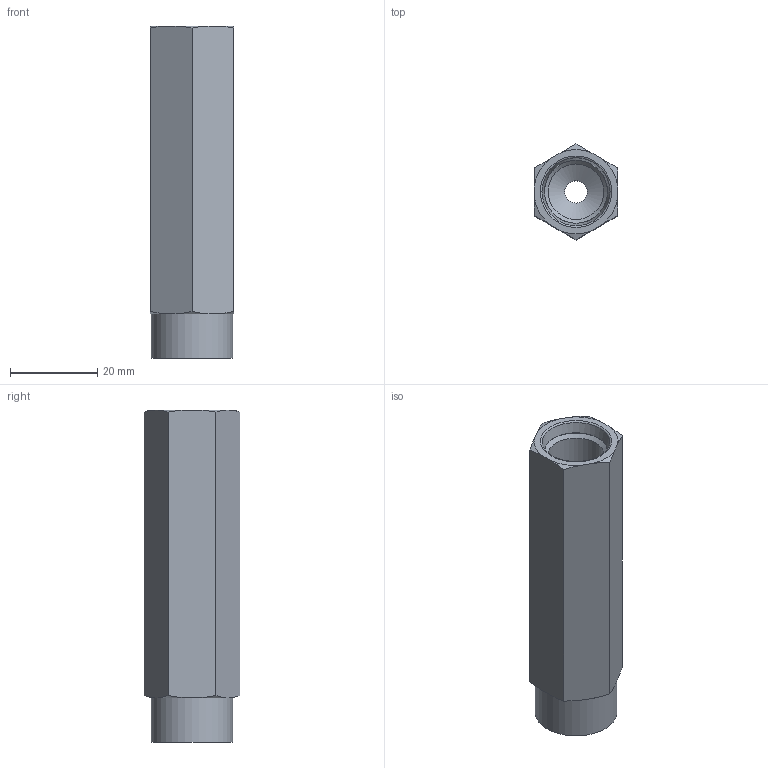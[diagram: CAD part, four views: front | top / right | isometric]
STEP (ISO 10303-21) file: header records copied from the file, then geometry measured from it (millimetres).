
FILE_DESCRIPTION((''),'2;1');
FILE_NAME('28000-206.stp','2015-02-13T10:50:51',('jml'),(''),'Autodesk Inventor 2010','Autodesk Inventor 2010','');
FILE_SCHEMA(('AUTOMOTIVE_DESIGN { 1 0 10303 214 1 1 1 1 }'));
Length unit declared in the file: inch
Products named in the file (1): 221204
Bounding box: 19.05 x 22 x 76.2 mm (x, y, z)
Volume: 18134.2 mm3; surface area: 7412.6 mm2
Topology: 1 solids, 1 shells, 133 faces, 339 edges, 224 vertices
Faces by surface type: plane 94, cylinder 16, cone 16, bspline 5, torus 2
Full cylindrical faces by diameter (mm): 1.218 x1, 18.796 x1
Entity records: 4074 total; most frequent: CARTESIAN_POINT 813, ORIENTED_EDGE 648, DIRECTION 616, EDGE_CURVE 324, VECTOR 242, LINE 242, VERTEX_POINT 222, AXIS2_PLACEMENT_3D 187
